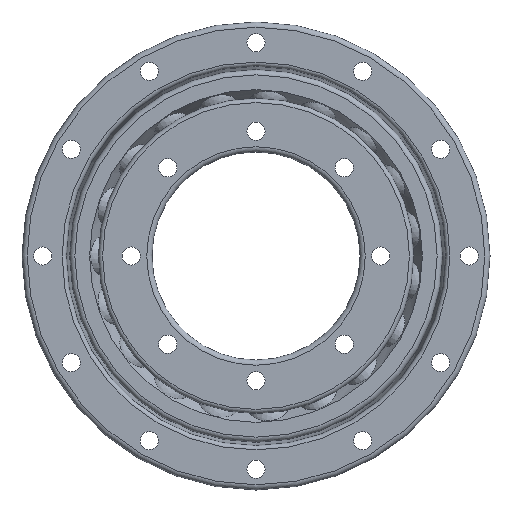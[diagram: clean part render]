
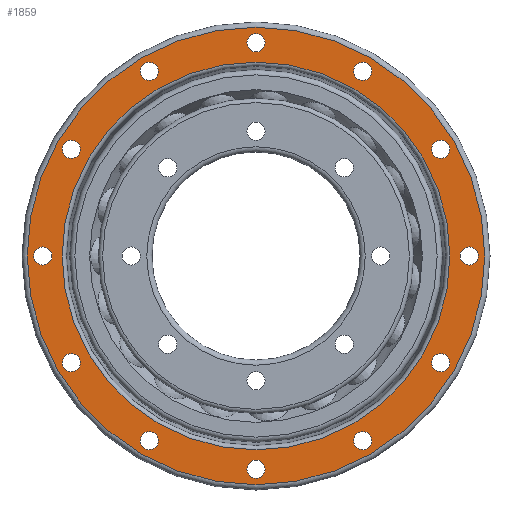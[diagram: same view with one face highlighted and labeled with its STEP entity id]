
A CAD part, front view. The second image highlights one B-rep face of the part: STEP entity #1859.
In plain terms, the highlighted face is planar.
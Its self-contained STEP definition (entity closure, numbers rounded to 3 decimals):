
#378=FACE_BOUND('',#638,.T.);
#379=FACE_BOUND('',#639,.T.);
#380=FACE_BOUND('',#640,.T.);
#381=FACE_BOUND('',#641,.T.);
#382=FACE_BOUND('',#642,.T.);
#383=FACE_BOUND('',#643,.T.);
#384=FACE_BOUND('',#644,.T.);
#385=FACE_BOUND('',#645,.T.);
#386=FACE_BOUND('',#646,.T.);
#387=FACE_BOUND('',#647,.T.);
#388=FACE_BOUND('',#648,.T.);
#389=FACE_BOUND('',#649,.T.);
#390=FACE_BOUND('',#650,.T.);
#396=PLANE('',#2138);
#463=FACE_OUTER_BOUND('',#637,.T.);
#637=EDGE_LOOP('',(#1693));
#638=EDGE_LOOP('',(#1694));
#639=EDGE_LOOP('',(#1695));
#640=EDGE_LOOP('',(#1696));
#641=EDGE_LOOP('',(#1697));
#642=EDGE_LOOP('',(#1698));
#643=EDGE_LOOP('',(#1699));
#644=EDGE_LOOP('',(#1700));
#645=EDGE_LOOP('',(#1701));
#646=EDGE_LOOP('',(#1702));
#647=EDGE_LOOP('',(#1703));
#648=EDGE_LOOP('',(#1704));
#649=EDGE_LOOP('',(#1705));
#650=EDGE_LOOP('',(#1706));
#788=CIRCLE('',#2135,37.285);
#791=CIRCLE('',#2139,44.);
#792=CIRCLE('',#2140,1.75);
#793=CIRCLE('',#2141,1.75);
#794=CIRCLE('',#2142,1.75);
#795=CIRCLE('',#2143,1.75);
#796=CIRCLE('',#2144,1.75);
#797=CIRCLE('',#2145,1.75);
#798=CIRCLE('',#2146,1.75);
#799=CIRCLE('',#2147,1.75);
#800=CIRCLE('',#2148,1.75);
#801=CIRCLE('',#2149,1.75);
#802=CIRCLE('',#2150,1.75);
#803=CIRCLE('',#2151,1.75);
#1019=VERTEX_POINT('',#4851);
#1021=VERTEX_POINT('',#4857);
#1022=VERTEX_POINT('',#4859);
#1023=VERTEX_POINT('',#4861);
#1024=VERTEX_POINT('',#4863);
#1025=VERTEX_POINT('',#4865);
#1026=VERTEX_POINT('',#4867);
#1027=VERTEX_POINT('',#4869);
#1028=VERTEX_POINT('',#4871);
#1029=VERTEX_POINT('',#4873);
#1030=VERTEX_POINT('',#4875);
#1031=VERTEX_POINT('',#4877);
#1032=VERTEX_POINT('',#4879);
#1033=VERTEX_POINT('',#4881);
#1248=EDGE_CURVE('',#1019,#1019,#788,.T.);
#1251=EDGE_CURVE('',#1021,#1021,#791,.T.);
#1252=EDGE_CURVE('',#1022,#1022,#792,.T.);
#1253=EDGE_CURVE('',#1023,#1023,#793,.T.);
#1254=EDGE_CURVE('',#1024,#1024,#794,.T.);
#1255=EDGE_CURVE('',#1025,#1025,#795,.T.);
#1256=EDGE_CURVE('',#1026,#1026,#796,.T.);
#1257=EDGE_CURVE('',#1027,#1027,#797,.T.);
#1258=EDGE_CURVE('',#1028,#1028,#798,.T.);
#1259=EDGE_CURVE('',#1029,#1029,#799,.T.);
#1260=EDGE_CURVE('',#1030,#1030,#800,.T.);
#1261=EDGE_CURVE('',#1031,#1031,#801,.T.);
#1262=EDGE_CURVE('',#1032,#1032,#802,.T.);
#1263=EDGE_CURVE('',#1033,#1033,#803,.T.);
#1693=ORIENTED_EDGE('',*,*,#1251,.F.);
#1694=ORIENTED_EDGE('',*,*,#1252,.T.);
#1695=ORIENTED_EDGE('',*,*,#1253,.T.);
#1696=ORIENTED_EDGE('',*,*,#1254,.T.);
#1697=ORIENTED_EDGE('',*,*,#1255,.T.);
#1698=ORIENTED_EDGE('',*,*,#1256,.T.);
#1699=ORIENTED_EDGE('',*,*,#1257,.T.);
#1700=ORIENTED_EDGE('',*,*,#1258,.T.);
#1701=ORIENTED_EDGE('',*,*,#1259,.T.);
#1702=ORIENTED_EDGE('',*,*,#1260,.T.);
#1703=ORIENTED_EDGE('',*,*,#1261,.T.);
#1704=ORIENTED_EDGE('',*,*,#1262,.T.);
#1705=ORIENTED_EDGE('',*,*,#1263,.T.);
#1706=ORIENTED_EDGE('',*,*,#1248,.F.);
#1859=ADVANCED_FACE('',(#463,#378,#379,#380,#381,#382,#383,#384,#385,#386,
#387,#388,#389,#390),#396,.T.);
#2135=AXIS2_PLACEMENT_3D('',#4852,#2580,#2581);
#2138=AXIS2_PLACEMENT_3D('',#4856,#2586,#2587);
#2139=AXIS2_PLACEMENT_3D('',#4858,#2588,#2589);
#2140=AXIS2_PLACEMENT_3D('',#4860,#2590,#2591);
#2141=AXIS2_PLACEMENT_3D('',#4862,#2592,#2593);
#2142=AXIS2_PLACEMENT_3D('',#4864,#2594,#2595);
#2143=AXIS2_PLACEMENT_3D('',#4866,#2596,#2597);
#2144=AXIS2_PLACEMENT_3D('',#4868,#2598,#2599);
#2145=AXIS2_PLACEMENT_3D('',#4870,#2600,#2601);
#2146=AXIS2_PLACEMENT_3D('',#4872,#2602,#2603);
#2147=AXIS2_PLACEMENT_3D('',#4874,#2604,#2605);
#2148=AXIS2_PLACEMENT_3D('',#4876,#2606,#2607);
#2149=AXIS2_PLACEMENT_3D('',#4878,#2608,#2609);
#2150=AXIS2_PLACEMENT_3D('',#4880,#2610,#2611);
#2151=AXIS2_PLACEMENT_3D('',#4882,#2612,#2613);
#2580=DIRECTION('center_axis',(0.,1.,0.));
#2581=DIRECTION('ref_axis',(-1.,0.,0.));
#2586=DIRECTION('center_axis',(0.,1.,0.));
#2587=DIRECTION('ref_axis',(0.,0.,1.));
#2588=DIRECTION('center_axis',(0.,-1.,0.));
#2589=DIRECTION('ref_axis',(-1.,0.,0.));
#2590=DIRECTION('center_axis',(0.,-1.,0.));
#2591=DIRECTION('ref_axis',(0.5,0.,-0.866));
#2592=DIRECTION('center_axis',(0.,-1.,0.));
#2593=DIRECTION('ref_axis',(0.866,0.,-0.5));
#2594=DIRECTION('center_axis',(0.,-1.,0.));
#2595=DIRECTION('ref_axis',(1.,0.,0.));
#2596=DIRECTION('center_axis',(0.,-1.,0.));
#2597=DIRECTION('ref_axis',(0.866,0.,0.5));
#2598=DIRECTION('center_axis',(0.,-1.,0.));
#2599=DIRECTION('ref_axis',(0.5,0.,0.866));
#2600=DIRECTION('center_axis',(0.,-1.,0.));
#2601=DIRECTION('ref_axis',(0.,0.,1.));
#2602=DIRECTION('center_axis',(0.,-1.,0.));
#2603=DIRECTION('ref_axis',(-0.5,0.,0.866));
#2604=DIRECTION('center_axis',(0.,-1.,0.));
#2605=DIRECTION('ref_axis',(-0.866,0.,0.5));
#2606=DIRECTION('center_axis',(0.,-1.,0.));
#2607=DIRECTION('ref_axis',(-1.,0.,0.));
#2608=DIRECTION('center_axis',(0.,-1.,0.));
#2609=DIRECTION('ref_axis',(-0.866,0.,-0.5));
#2610=DIRECTION('center_axis',(0.,-1.,0.));
#2611=DIRECTION('ref_axis',(-0.5,0.,-0.866));
#2612=DIRECTION('center_axis',(0.,-1.,0.));
#2613=DIRECTION('ref_axis',(0.,0.,-1.));
#4851=CARTESIAN_POINT('',(0.,5.,37.285));
#4852=CARTESIAN_POINT('Origin',(0.,5.,0.));
#4856=CARTESIAN_POINT('Origin',(45.,5.,0.));
#4857=CARTESIAN_POINT('',(0.,5.,44.));
#4858=CARTESIAN_POINT('Origin',(0.,5.,0.));
#4859=CARTESIAN_POINT('',(34.632,5.,22.016));
#4860=CARTESIAN_POINT('Origin',(35.507,5.,20.5));
#4861=CARTESIAN_POINT('',(18.984,5.,36.382));
#4862=CARTESIAN_POINT('Origin',(20.5,5.,35.507));
#4863=CARTESIAN_POINT('',(-1.75,5.,41.));
#4864=CARTESIAN_POINT('Origin',(0.,5.,41.));
#4865=CARTESIAN_POINT('',(-22.016,5.,34.632));
#4866=CARTESIAN_POINT('Origin',(-20.5,5.,35.507));
#4867=CARTESIAN_POINT('',(-36.382,5.,18.984));
#4868=CARTESIAN_POINT('Origin',(-35.507,5.,20.5));
#4869=CARTESIAN_POINT('',(-41.,5.,-1.75));
#4870=CARTESIAN_POINT('Origin',(-41.,5.,0.));
#4871=CARTESIAN_POINT('',(-34.632,5.,-22.016));
#4872=CARTESIAN_POINT('Origin',(-35.507,5.,-20.5));
#4873=CARTESIAN_POINT('',(-18.984,5.,-36.382));
#4874=CARTESIAN_POINT('Origin',(-20.5,5.,-35.507));
#4875=CARTESIAN_POINT('',(1.75,5.,-41.));
#4876=CARTESIAN_POINT('Origin',(0.,5.,-41.));
#4877=CARTESIAN_POINT('',(22.016,5.,-34.632));
#4878=CARTESIAN_POINT('Origin',(20.5,5.,-35.507));
#4879=CARTESIAN_POINT('',(36.382,5.,-18.984));
#4880=CARTESIAN_POINT('Origin',(35.507,5.,-20.5));
#4881=CARTESIAN_POINT('',(41.,5.,1.75));
#4882=CARTESIAN_POINT('Origin',(41.,5.,0.));
